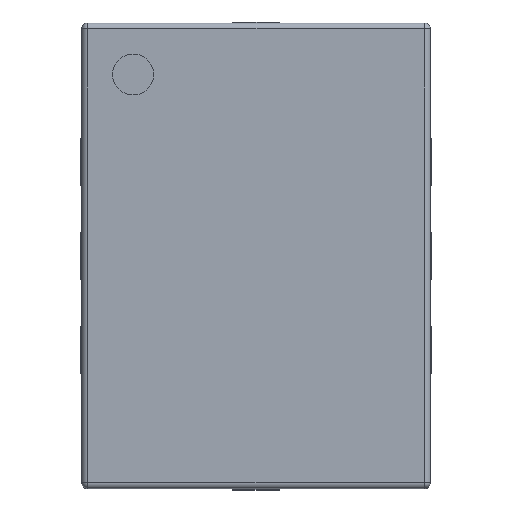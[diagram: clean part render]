
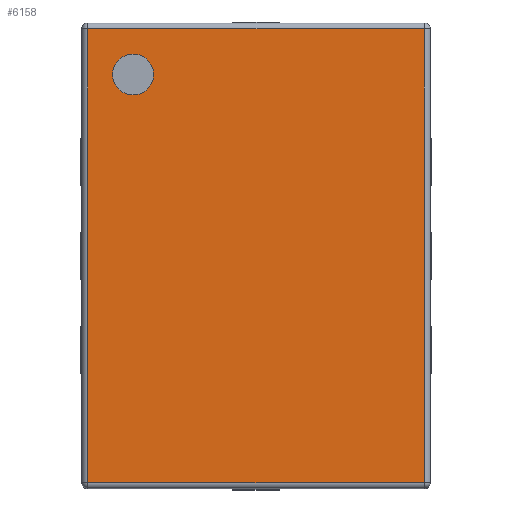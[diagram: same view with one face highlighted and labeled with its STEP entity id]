
A CAD part, top view. The second image highlights one B-rep face of the part: STEP entity #6158.
In plain terms, the highlighted planar face has unit normal (0, 0, 1).
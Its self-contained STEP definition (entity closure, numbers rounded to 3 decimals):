
#4749 = CYLINDRICAL_SURFACE('',#4750,0.05);
#4750 = AXIS2_PLACEMENT_3D('',#4751,#4752,#4753);
#4751 = CARTESIAN_POINT('',(-1.94,-1.44,0.83));
#4752 = DIRECTION('',(0.,1.,0.));
#4753 = DIRECTION('',(-1.,0.,0.));
#4890 = CYLINDRICAL_SURFACE('',#4891,0.05);
#4891 = AXIS2_PLACEMENT_3D('',#4892,#4893,#4894);
#4892 = CARTESIAN_POINT('',(-1.99,-1.44,0.83));
#4893 = DIRECTION('',(1.,0.,0.));
#4894 = DIRECTION('',(0.,-1.,0.));
#5126 = CYLINDRICAL_SURFACE('',#5127,0.05);
#5127 = AXIS2_PLACEMENT_3D('',#5128,#5129,#5130);
#5128 = CARTESIAN_POINT('',(-1.99,1.44,0.83));
#5129 = DIRECTION('',(1.,0.,0.));
#5130 = DIRECTION('',(0.,1.,0.));
#5650 = CYLINDRICAL_SURFACE('',#5651,0.05);
#5651 = AXIS2_PLACEMENT_3D('',#5652,#5653,#5654);
#5652 = CARTESIAN_POINT('',(1.94,-1.44,0.83));
#5653 = DIRECTION('',(0.,1.,0.));
#5654 = DIRECTION('',(0.,0.,1.));
#5783 = VERTEX_POINT('',#5784);
#5784 = CARTESIAN_POINT('',(-1.94,-1.44,0.88));
#5804 = EDGE_CURVE('',#5783,#5805,#5807,.T.);
#5805 = VERTEX_POINT('',#5806);
#5806 = CARTESIAN_POINT('',(-1.94,1.44,0.88));
#5807 = SURFACE_CURVE('',#5808,(#5812,#5819),.PCURVE_S1.);
#5808 = LINE('',#5809,#5810);
#5809 = CARTESIAN_POINT('',(-1.94,-1.44,0.88));
#5810 = VECTOR('',#5811,1.);
#5811 = DIRECTION('',(0.,1.,0.));
#5812 = PCURVE('',#4749,#5813);
#5813 = DEFINITIONAL_REPRESENTATION('',(#5814),#5818);
#5814 = LINE('',#5815,#5816);
#5815 = CARTESIAN_POINT('',(1.571,0.));
#5816 = VECTOR('',#5817,1.);
#5817 = DIRECTION('',(0.,1.));
#5818 = ( GEOMETRIC_REPRESENTATION_CONTEXT(2) 
PARAMETRIC_REPRESENTATION_CONTEXT() REPRESENTATION_CONTEXT('2D SPACE',''
  ) );
#5819 = PCURVE('',#5820,#5825);
#5820 = PLANE('',#5821);
#5821 = AXIS2_PLACEMENT_3D('',#5822,#5823,#5824);
#5822 = CARTESIAN_POINT('',(-1.99,-1.49,0.88));
#5823 = DIRECTION('',(0.,0.,1.));
#5824 = DIRECTION('',(1.,0.,0.));
#5825 = DEFINITIONAL_REPRESENTATION('',(#5826),#5830);
#5826 = LINE('',#5827,#5828);
#5827 = CARTESIAN_POINT('',(0.05,0.05));
#5828 = VECTOR('',#5829,1.);
#5829 = DIRECTION('',(0.,1.));
#5830 = ( GEOMETRIC_REPRESENTATION_CONTEXT(2) 
PARAMETRIC_REPRESENTATION_CONTEXT() REPRESENTATION_CONTEXT('2D SPACE',''
  ) );
#5910 = EDGE_CURVE('',#5783,#5911,#5913,.T.);
#5911 = VERTEX_POINT('',#5912);
#5912 = CARTESIAN_POINT('',(1.94,-1.44,0.88));
#5913 = SURFACE_CURVE('',#5914,(#5918,#5925),.PCURVE_S1.);
#5914 = LINE('',#5915,#5916);
#5915 = CARTESIAN_POINT('',(-1.99,-1.44,0.88));
#5916 = VECTOR('',#5917,1.);
#5917 = DIRECTION('',(1.,0.,0.));
#5918 = PCURVE('',#4890,#5919);
#5919 = DEFINITIONAL_REPRESENTATION('',(#5920),#5924);
#5920 = LINE('',#5921,#5922);
#5921 = CARTESIAN_POINT('',(-1.571,0.));
#5922 = VECTOR('',#5923,1.);
#5923 = DIRECTION('',(-0.,1.));
#5924 = ( GEOMETRIC_REPRESENTATION_CONTEXT(2) 
PARAMETRIC_REPRESENTATION_CONTEXT() REPRESENTATION_CONTEXT('2D SPACE',''
  ) );
#5925 = PCURVE('',#5820,#5926);
#5926 = DEFINITIONAL_REPRESENTATION('',(#5927),#5931);
#5927 = LINE('',#5928,#5929);
#5928 = CARTESIAN_POINT('',(0.,0.05));
#5929 = VECTOR('',#5930,1.);
#5930 = DIRECTION('',(1.,0.));
#5931 = ( GEOMETRIC_REPRESENTATION_CONTEXT(2) 
PARAMETRIC_REPRESENTATION_CONTEXT() REPRESENTATION_CONTEXT('2D SPACE',''
  ) );
#6012 = EDGE_CURVE('',#5805,#6013,#6015,.T.);
#6013 = VERTEX_POINT('',#6014);
#6014 = CARTESIAN_POINT('',(1.94,1.44,0.88));
#6015 = SURFACE_CURVE('',#6016,(#6020,#6027),.PCURVE_S1.);
#6016 = LINE('',#6017,#6018);
#6017 = CARTESIAN_POINT('',(-1.99,1.44,0.88));
#6018 = VECTOR('',#6019,1.);
#6019 = DIRECTION('',(1.,0.,0.));
#6020 = PCURVE('',#5126,#6021);
#6021 = DEFINITIONAL_REPRESENTATION('',(#6022),#6026);
#6022 = LINE('',#6023,#6024);
#6023 = CARTESIAN_POINT('',(1.571,0.));
#6024 = VECTOR('',#6025,1.);
#6025 = DIRECTION('',(0.,1.));
#6026 = ( GEOMETRIC_REPRESENTATION_CONTEXT(2) 
PARAMETRIC_REPRESENTATION_CONTEXT() REPRESENTATION_CONTEXT('2D SPACE',''
  ) );
#6027 = PCURVE('',#5820,#6028);
#6028 = DEFINITIONAL_REPRESENTATION('',(#6029),#6033);
#6029 = LINE('',#6030,#6031);
#6030 = CARTESIAN_POINT('',(0.,2.93));
#6031 = VECTOR('',#6032,1.);
#6032 = DIRECTION('',(1.,0.));
#6033 = ( GEOMETRIC_REPRESENTATION_CONTEXT(2) 
PARAMETRIC_REPRESENTATION_CONTEXT() REPRESENTATION_CONTEXT('2D SPACE',''
  ) );
#6132 = EDGE_CURVE('',#5911,#6013,#6133,.T.);
#6133 = SURFACE_CURVE('',#6134,(#6138,#6145),.PCURVE_S1.);
#6134 = LINE('',#6135,#6136);
#6135 = CARTESIAN_POINT('',(1.94,-1.44,0.88));
#6136 = VECTOR('',#6137,1.);
#6137 = DIRECTION('',(0.,1.,0.));
#6138 = PCURVE('',#5650,#6139);
#6139 = DEFINITIONAL_REPRESENTATION('',(#6140),#6144);
#6140 = LINE('',#6141,#6142);
#6141 = CARTESIAN_POINT('',(0.,0.));
#6142 = VECTOR('',#6143,1.);
#6143 = DIRECTION('',(0.,1.));
#6144 = ( GEOMETRIC_REPRESENTATION_CONTEXT(2) 
PARAMETRIC_REPRESENTATION_CONTEXT() REPRESENTATION_CONTEXT('2D SPACE',''
  ) );
#6145 = PCURVE('',#5820,#6146);
#6146 = DEFINITIONAL_REPRESENTATION('',(#6147),#6151);
#6147 = LINE('',#6148,#6149);
#6148 = CARTESIAN_POINT('',(3.93,0.05));
#6149 = VECTOR('',#6150,1.);
#6150 = DIRECTION('',(0.,1.));
#6151 = ( GEOMETRIC_REPRESENTATION_CONTEXT(2) 
PARAMETRIC_REPRESENTATION_CONTEXT() REPRESENTATION_CONTEXT('2D SPACE',''
  ) );
#6158 = ADVANCED_FACE('',(#6159,#6165),#5820,.T.);
#6159 = FACE_BOUND('',#6160,.T.);
#6160 = EDGE_LOOP('',(#6161,#6162,#6163,#6164));
#6161 = ORIENTED_EDGE('',*,*,#5910,.T.);
#6162 = ORIENTED_EDGE('',*,*,#6132,.T.);
#6163 = ORIENTED_EDGE('',*,*,#6012,.F.);
#6164 = ORIENTED_EDGE('',*,*,#5804,.F.);
#6165 = FACE_BOUND('',#6166,.T.);
#6166 = EDGE_LOOP('',(#6167));
#6167 = ORIENTED_EDGE('',*,*,#6168,.F.);
#6168 = EDGE_CURVE('',#6169,#6169,#6171,.T.);
#6169 = VERTEX_POINT('',#6170);
#6170 = CARTESIAN_POINT('',(-1.375,-1.05,0.88));
#6171 = SURFACE_CURVE('',#6172,(#6177,#6184),.PCURVE_S1.);
#6172 = CIRCLE('',#6173,0.175);
#6173 = AXIS2_PLACEMENT_3D('',#6174,#6175,#6176);
#6174 = CARTESIAN_POINT('',(-1.55,-1.05,0.88));
#6175 = DIRECTION('',(0.,0.,1.));
#6176 = DIRECTION('',(1.,0.,0.));
#6177 = PCURVE('',#5820,#6178);
#6178 = DEFINITIONAL_REPRESENTATION('',(#6179),#6183);
#6179 = CIRCLE('',#6180,0.175);
#6180 = AXIS2_PLACEMENT_2D('',#6181,#6182);
#6181 = CARTESIAN_POINT('',(0.44,0.44));
#6182 = DIRECTION('',(1.,0.));
#6183 = ( GEOMETRIC_REPRESENTATION_CONTEXT(2) 
PARAMETRIC_REPRESENTATION_CONTEXT() REPRESENTATION_CONTEXT('2D SPACE',''
  ) );
#6184 = PCURVE('',#6185,#6190);
#6185 = CYLINDRICAL_SURFACE('',#6186,0.175);
#6186 = AXIS2_PLACEMENT_3D('',#6187,#6188,#6189);
#6187 = CARTESIAN_POINT('',(-1.55,-1.05,0.88));
#6188 = DIRECTION('',(-0.,-0.,-1.));
#6189 = DIRECTION('',(1.,0.,0.));
#6190 = DEFINITIONAL_REPRESENTATION('',(#6191),#6195);
#6191 = LINE('',#6192,#6193);
#6192 = CARTESIAN_POINT('',(-0.,0.));
#6193 = VECTOR('',#6194,1.);
#6194 = DIRECTION('',(-1.,0.));
#6195 = ( GEOMETRIC_REPRESENTATION_CONTEXT(2) 
PARAMETRIC_REPRESENTATION_CONTEXT() REPRESENTATION_CONTEXT('2D SPACE',''
  ) );
